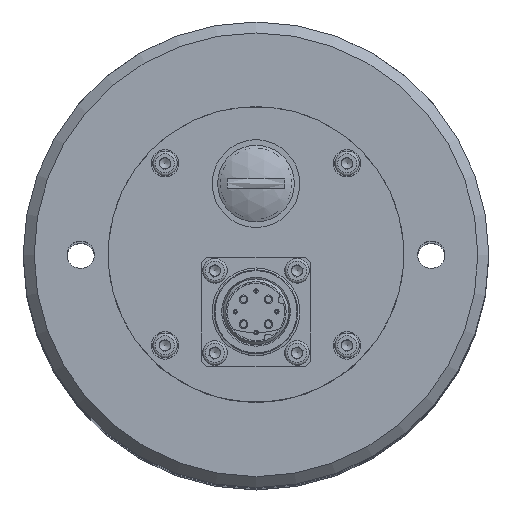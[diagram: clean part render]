
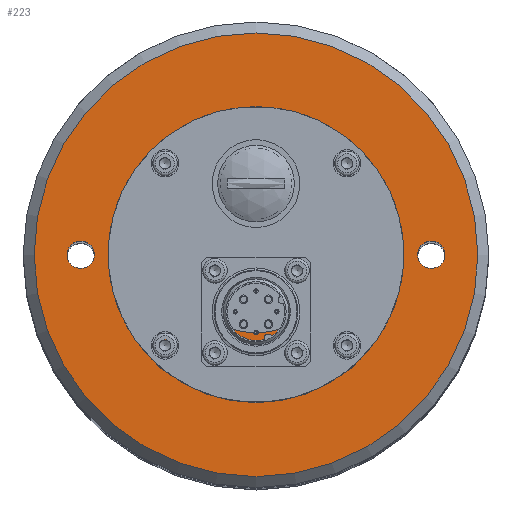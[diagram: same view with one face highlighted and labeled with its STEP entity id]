
A CAD part, top view. The second image highlights one B-rep face of the part: STEP entity #223.
In plain terms, the highlighted planar face has unit normal (0, 0, 1).
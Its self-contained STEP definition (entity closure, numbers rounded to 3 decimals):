
#223 = ADVANCED_FACE ( 'NONE', ( #3695, #3682, #3734, #3692, #3677 ), #1122, .T. ) ;
#447 = CARTESIAN_POINT ( 'NONE',  ( 0., 0., -9.4 ) ) ;
#468 = DIRECTION ( 'NONE',  ( 1., 0., 0. ) ) ;
#692 = DIRECTION ( 'NONE',  ( 0., 0., 1. ) ) ;
#723 = DIRECTION ( 'NONE',  ( 1., 0., 0. ) ) ;
#969 = EDGE_LOOP ( 'NONE', ( #3974 ) ) ;
#984 = EDGE_LOOP ( 'NONE', ( #3984 ) ) ;
#991 = EDGE_LOOP ( 'NONE', ( #3834 ) ) ;
#1009 = EDGE_LOOP ( 'NONE', ( #3825 ) ) ;
#1015 = EDGE_LOOP ( 'NONE', ( #3819 ) ) ;
#1021 = CARTESIAN_POINT ( 'NONE',  ( 0., 0., -9.4 ) ) ;
#1036 = EDGE_CURVE ( 'NONE', #2754, #2754, #1751, .T. ) ;
#1122 = PLANE ( 'NONE',  #3100 ) ;
#1751 = CIRCLE ( 'NONE', #1921, 40.5 ) ;
#1833 = AXIS2_PLACEMENT_3D ( 'NONE', #447, #3992, #2440 ) ;
#1918 = AXIS2_PLACEMENT_3D ( 'NONE', #2926, #3762, #4481 ) ;
#1921 = AXIS2_PLACEMENT_3D ( 'NONE', #3054, #3247, #3034 ) ;
#2006 = AXIS2_PLACEMENT_3D ( 'NONE', #2797, #3621, #723 ) ;
#2181 = CARTESIAN_POINT ( 'NONE',  ( 1.15, 20., -9.4 ) ) ;
#2238 = CARTESIAN_POINT ( 'NONE',  ( 14.25, 0., -9.4 ) ) ;
#2260 = CARTESIAN_POINT ( 'NONE',  ( -29.5, 0., -9.4 ) ) ;
#2307 = CARTESIAN_POINT ( 'NONE',  ( 34.5, 0., -9.4 ) ) ;
#2403 = VERTEX_POINT ( 'NONE', #2238 ) ;
#2415 = VERTEX_POINT ( 'NONE', #2181 ) ;
#2426 = VERTEX_POINT ( 'NONE', #2307 ) ;
#2433 = VERTEX_POINT ( 'NONE', #2260 ) ;
#2440 = DIRECTION ( 'NONE',  ( 1., 0., 0. ) ) ;
#2754 = VERTEX_POINT ( 'NONE', #3302 ) ;
#2797 = CARTESIAN_POINT ( 'NONE',  ( 32., 0., -9.4 ) ) ;
#2835 = DIRECTION ( 'NONE',  ( 1., 0., 0. ) ) ;
#2900 = AXIS2_PLACEMENT_3D ( 'NONE', #3552, #692, #2835 ) ;
#2926 = CARTESIAN_POINT ( 'NONE',  ( 0., 20., -9.4 ) ) ;
#3034 = DIRECTION ( 'NONE',  ( 1., 0., 0. ) ) ;
#3054 = CARTESIAN_POINT ( 'NONE',  ( 0., 0., -9.4 ) ) ;
#3100 = AXIS2_PLACEMENT_3D ( 'NONE', #1021, #3326, #468 ) ;
#3247 = DIRECTION ( 'NONE',  ( 0., 0., 1. ) ) ;
#3302 = CARTESIAN_POINT ( 'NONE',  ( 40.5, 0., -9.4 ) ) ;
#3326 = DIRECTION ( 'NONE',  ( 0., 0., 1. ) ) ;
#3479 = EDGE_CURVE ( 'NONE', #2433, #2433, #3611, .T. ) ;
#3484 = CIRCLE ( 'NONE', #1833, 14.25 ) ;
#3517 = EDGE_CURVE ( 'NONE', #2426, #2426, #3618, .T. ) ;
#3552 = CARTESIAN_POINT ( 'NONE',  ( -32., 0., -9.4 ) ) ;
#3581 = CIRCLE ( 'NONE', #1918, 1.15 ) ;
#3611 = CIRCLE ( 'NONE', #2900, 2.5 ) ;
#3618 = CIRCLE ( 'NONE', #2006, 2.5 ) ;
#3621 = DIRECTION ( 'NONE',  ( 0., 0., 1. ) ) ;
#3648 = EDGE_CURVE ( 'NONE', #2415, #2415, #3581, .T. ) ;
#3677 = FACE_BOUND ( 'NONE', #969, .T. ) ;
#3682 = FACE_BOUND ( 'NONE', #1015, .T. ) ;
#3692 = FACE_OUTER_BOUND ( 'NONE', #984, .T. ) ;
#3695 = FACE_BOUND ( 'NONE', #1009, .T. ) ;
#3734 = FACE_BOUND ( 'NONE', #991, .T. ) ;
#3762 = DIRECTION ( 'NONE',  ( 0., 0., -1. ) ) ;
#3763 = EDGE_CURVE ( 'NONE', #2403, #2403, #3484, .T. ) ;
#3819 = ORIENTED_EDGE ( 'NONE', *, *, #3479, .F. ) ;
#3825 = ORIENTED_EDGE ( 'NONE', *, *, #3517, .F. ) ;
#3834 = ORIENTED_EDGE ( 'NONE', *, *, #3648, .T. ) ;
#3974 = ORIENTED_EDGE ( 'NONE', *, *, #3763, .T. ) ;
#3984 = ORIENTED_EDGE ( 'NONE', *, *, #1036, .T. ) ;
#3992 = DIRECTION ( 'NONE',  ( 0., 0., -1. ) ) ;
#4481 = DIRECTION ( 'NONE',  ( 1., 0., 0. ) ) ;
